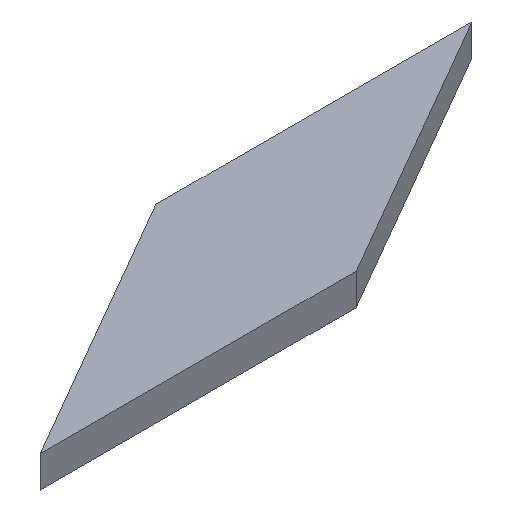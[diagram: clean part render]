
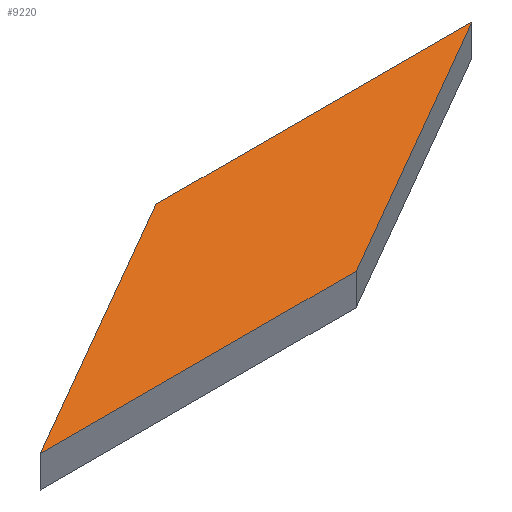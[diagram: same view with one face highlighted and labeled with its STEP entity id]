
A CAD part, isometric view. The second image highlights one B-rep face of the part: STEP entity #9220.
In plain terms, the highlighted planar face has unit normal (0, 0, 1).
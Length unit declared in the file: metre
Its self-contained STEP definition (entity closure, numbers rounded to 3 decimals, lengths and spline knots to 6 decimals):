
#9101 = DIRECTION('Dir1',(1.0,0.0,0.0));
#9103 = DIRECTION('Dir3',(0.0,0.0,1.0));
#9105 = DIRECTION('DirDA',(-0.866,-0.5,0.0));
#9107 = VECTOR('VecDA',#9105,1.0);
#9109 = CARTESIAN_POINT('PtBt',(1.0,0.0,0.05));
#9123 = CARTESIAN_POINT('PtAt',(0.0,0.0,0.05));
#9124 = AXIS2_PLACEMENT_3D('Ax2P3DT',#9123,#9103,#9101);
#9125 = PLANE('PlaneT',#9124);
#9126 = LINE('LineDAt',#9123,#9107);
#9127 = LINE('LineCBt',#9109,#9107);
#9134 = VERTEX_POINT('VertPtAt',#9123);
#9138 = VERTEX_POINT('VertPtBt',#9109);
#9141 = CARTESIAN_POINT('PtCt',(1.866025,0.5,0.05));
#9142 = VERTEX_POINT('VertPtCt',#9141);
#9145 = CARTESIAN_POINT('PtDt',(0.866025,0.5,0.05));
#9146 = VERTEX_POINT('VertPtDt',#9145);
#9157 = EDGE_CURVE('EdgeDAt',#9146,#9134,#9126,.T.);
#9159 = EDGE_CURVE('EdgeCBt',#9142,#9138,#9127,.T.);
#9160 = VECTOR('xvec',#9101, 1.0);
#9163 = LINE('lineABt', #9123, #9160);
#9165 = LINE('lineDCt', #9145, #9160);
#9167 = EDGE_CURVE('EdgeABt',#9134,#9138,#9163,.T.);
#9169 = EDGE_CURVE('EdgeDCt',#9146,#9142,#9165,.T.);
#9180 = ORIENTED_EDGE('DAtT',*,*,#9157,.T.);
#9185 = ORIENTED_EDGE('CBtF',*,*,#9159,.F.);
#9188 = ORIENTED_EDGE('ABtT',*,*,#9167,.T.);
#9193 = ORIENTED_EDGE('DCtF',*,*,#9169,.F.);
#9204 = EDGE_LOOP('ELABCDt',(#9188,#9185,#9193,#9180));
#9210 = FACE_OUTER_BOUND('Topfb',#9204,.T.);
#9220 = ADVANCED_FACE('TopFace',(#9210),#9125,.T.);
